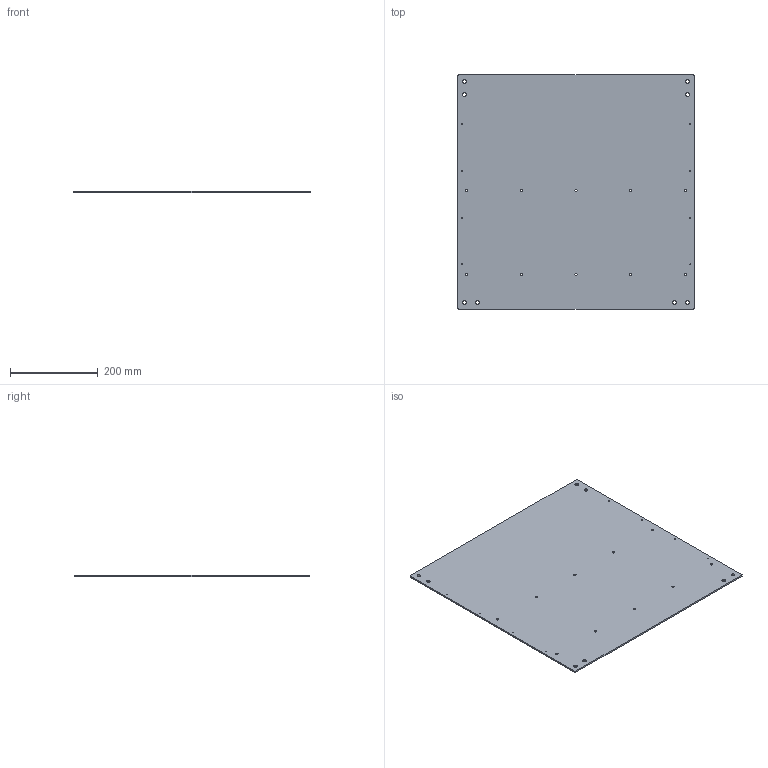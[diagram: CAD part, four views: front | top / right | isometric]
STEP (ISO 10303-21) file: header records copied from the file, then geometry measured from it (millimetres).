
FILE_DESCRIPTION(('FreeCAD Model'),'2;1');
FILE_NAME('PP-FP0198_bottom_plate.step','2019-10-09T09:26:23',('Author'),('') ,'Open CASCADE STEP processor 7.3','FreeCAD','Unknown');
FILE_SCHEMA(('AUTOMOTIVE_DESIGN { 1 0 10303 214 1 1 1 1 }'));
Length unit declared in the file: millimetre
Products named in the file (1): Body
Bounding box: 540 x 535 x 3.5 mm (x, y, z)
Volume: 1008772.4 mm3; surface area: 585454.1 mm2
Topology: 1 solids, 1 shells, 36 faces, 102 edges, 68 vertices
Faces by surface type: cylinder 30, plane 6
Full cylindrical faces by diameter (mm): 2.4 x8, 5 x10, 8.4 x8
Entity records: 2825 total; most frequent: CARTESIAN_POINT 747, DIRECTION 384, ORIENTED_EDGE 204, PCURVE 204, DEFINITIONAL_REPRESENTATION 204, LINE 186, VECTOR 186, EDGE_CURVE 102
